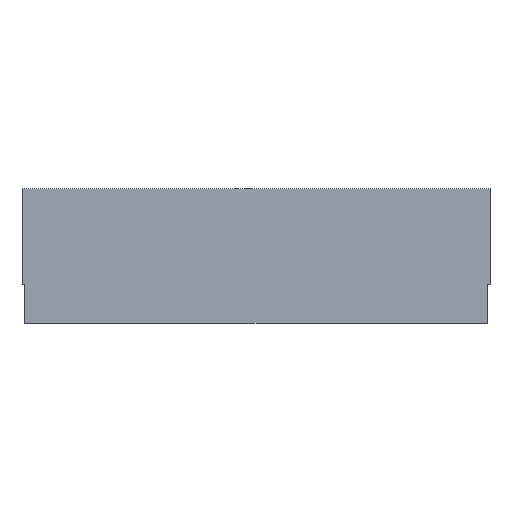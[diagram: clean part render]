
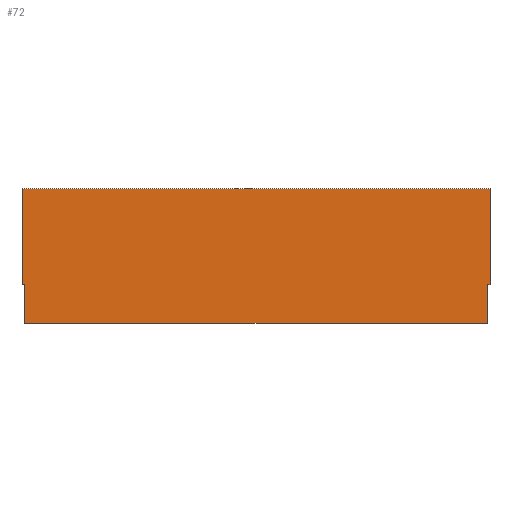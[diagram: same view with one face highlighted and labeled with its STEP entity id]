
A CAD part, top view. The second image highlights one B-rep face of the part: STEP entity #72.
In plain terms, the highlighted planar face has unit normal (0, 0, 1).
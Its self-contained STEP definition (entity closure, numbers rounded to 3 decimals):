
#3 = VECTOR ( 'NONE', #83, 1000. ) ;
#7 = CARTESIAN_POINT ( 'NONE',  ( 260.719, 11.982, 3. ) ) ;
#8 = LINE ( 'NONE', #91, #323 ) ;
#10 = CARTESIAN_POINT ( 'NONE',  ( -222.281, 11.982, 3. ) ) ;
#12 = CARTESIAN_POINT ( 'NONE',  ( 260.719, 111.982, 3. ) ) ;
#13 = CARTESIAN_POINT ( 'NONE',  ( 260.719, 111.982, 3. ) ) ;
#18 = DIRECTION ( 'NONE',  ( -1., 0., 0. ) ) ;
#22 = LINE ( 'NONE', #80, #25 ) ;
#25 = VECTOR ( 'NONE', #92, 1000. ) ;
#27 = DIRECTION ( 'NONE',  ( 1., 0., 0. ) ) ;
#31 = FACE_OUTER_BOUND ( 'NONE', #64, .T. ) ;
#35 = CARTESIAN_POINT ( 'NONE',  ( -225.281, 111.982, 3. ) ) ;
#36 = DIRECTION ( 'NONE',  ( 0., -1., 0. ) ) ;
#40 = LINE ( 'NONE', #10, #3 ) ;
#52 = ORIENTED_EDGE ( 'NONE', *, *, #88, .T. ) ;
#64 = EDGE_LOOP ( 'NONE', ( #161, #114, #128, #208, #52, #77, #82, #142 ) ) ;
#72 = ADVANCED_FACE ( 'NONE', ( #31 ), #198, .T. ) ;
#77 = ORIENTED_EDGE ( 'NONE', *, *, #174, .T. ) ;
#80 = CARTESIAN_POINT ( 'NONE',  ( 257.719, -28.018, 3. ) ) ;
#82 = ORIENTED_EDGE ( 'NONE', *, *, #125, .T. ) ;
#83 = DIRECTION ( 'NONE',  ( 0., -1., 0. ) ) ;
#85 = CARTESIAN_POINT ( 'NONE',  ( -222.281, -28.018, 3. ) ) ;
#88 = EDGE_CURVE ( 'NONE', #195, #179, #22, .T. ) ;
#91 = CARTESIAN_POINT ( 'NONE',  ( -225.281, 11.982, 3. ) ) ;
#92 = DIRECTION ( 'NONE',  ( 0., 1., 0. ) ) ;
#98 = EDGE_CURVE ( 'NONE', #141, #283, #40, .T. ) ;
#100 = VECTOR ( 'NONE', #277, 1000. ) ;
#101 = EDGE_CURVE ( 'NONE', #118, #280, #8, .T. ) ;
#106 = EDGE_CURVE ( 'NONE', #283, #195, #320, .T. ) ;
#114 = ORIENTED_EDGE ( 'NONE', *, *, #250, .T. ) ;
#118 = VERTEX_POINT ( 'NONE', #35 ) ;
#121 = EDGE_CURVE ( 'NONE', #192, #118, #309, .T. ) ;
#125 = EDGE_CURVE ( 'NONE', #303, #192, #287, .T. ) ;
#128 = ORIENTED_EDGE ( 'NONE', *, *, #98, .T. ) ;
#141 = VERTEX_POINT ( 'NONE', #312 ) ;
#142 = ORIENTED_EDGE ( 'NONE', *, *, #121, .T. ) ;
#145 = DIRECTION ( 'NONE',  ( 1., 0., 0. ) ) ;
#147 = DIRECTION ( 'NONE',  ( 0., 0., 1. ) ) ;
#161 = ORIENTED_EDGE ( 'NONE', *, *, #101, .T. ) ;
#167 = CARTESIAN_POINT ( 'NONE',  ( 0., 0., 3. ) ) ;
#174 = EDGE_CURVE ( 'NONE', #179, #303, #264, .T. ) ;
#179 = VERTEX_POINT ( 'NONE', #288 ) ;
#192 = VERTEX_POINT ( 'NONE', #13 ) ;
#195 = VERTEX_POINT ( 'NONE', #279 ) ;
#198 = PLANE ( 'NONE',  #299 ) ;
#208 = ORIENTED_EDGE ( 'NONE', *, *, #106, .T. ) ;
#222 = CARTESIAN_POINT ( 'NONE',  ( -225.281, 11.982, 3. ) ) ;
#223 = CARTESIAN_POINT ( 'NONE',  ( -222.281, -28.018, 3. ) ) ;
#231 = CARTESIAN_POINT ( 'NONE',  ( 260.719, 11.982, 3. ) ) ;
#240 = VECTOR ( 'NONE', #248, 1000. ) ;
#248 = DIRECTION ( 'NONE',  ( 1., 0., 0. ) ) ;
#250 = EDGE_CURVE ( 'NONE', #280, #141, #251, .T. ) ;
#251 = LINE ( 'NONE', #261, #240 ) ;
#261 = CARTESIAN_POINT ( 'NONE',  ( -225.281, 11.982, 3. ) ) ;
#264 = LINE ( 'NONE', #281, #100 ) ;
#275 = VECTOR ( 'NONE', #321, 1000. ) ;
#277 = DIRECTION ( 'NONE',  ( 1., 0., 0. ) ) ;
#279 = CARTESIAN_POINT ( 'NONE',  ( 257.719, -28.018, 3. ) ) ;
#280 = VERTEX_POINT ( 'NONE', #222 ) ;
#281 = CARTESIAN_POINT ( 'NONE',  ( 257.719, 11.982, 3. ) ) ;
#283 = VERTEX_POINT ( 'NONE', #223 ) ;
#287 = LINE ( 'NONE', #7, #275 ) ;
#288 = CARTESIAN_POINT ( 'NONE',  ( 257.719, 11.982, 3. ) ) ;
#299 = AXIS2_PLACEMENT_3D ( 'NONE', #167, #147, #145 ) ;
#303 = VERTEX_POINT ( 'NONE', #231 ) ;
#309 = LINE ( 'NONE', #12, #324 ) ;
#312 = CARTESIAN_POINT ( 'NONE',  ( -222.281, 11.982, 3. ) ) ;
#320 = LINE ( 'NONE', #85, #331 ) ;
#321 = DIRECTION ( 'NONE',  ( 0., 1., 0. ) ) ;
#323 = VECTOR ( 'NONE', #36, 1000. ) ;
#324 = VECTOR ( 'NONE', #18, 1000. ) ;
#331 = VECTOR ( 'NONE', #27, 1000. ) ;
